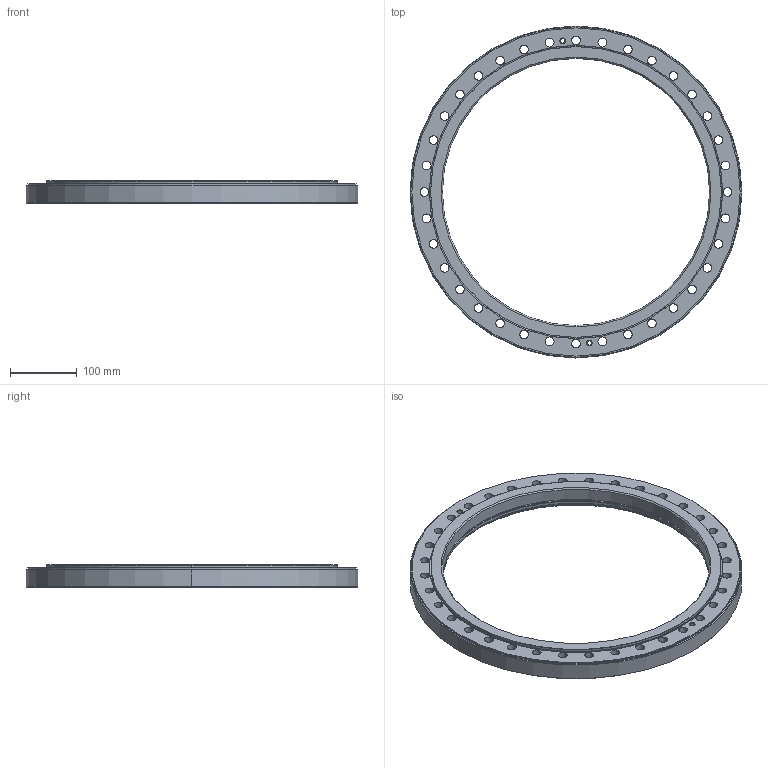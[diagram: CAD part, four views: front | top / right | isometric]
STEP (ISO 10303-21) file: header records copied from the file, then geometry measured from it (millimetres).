
FILE_DESCRIPTION (( 'STEP AP214' ), '1' );
FILE_NAME ('620FAM400.step', '2017-07-10T05:52:31', ( 'install' ), ( '' ), 'SwSTEP 2.0', 'SolidWorks 2015', '' );
FILE_SCHEMA (( 'AUTOMOTIVE_DESIGN' ));
Length unit declared in the file: millimetre
Products named in the file (1): 620FAM400
Bounding box: 497 x 497 x 33 mm (x, y, z)
Volume: 1869653.5 mm3; surface area: 264892.2 mm2
Topology: 1 solids, 1 shells, 121 faces, 318 edges, 204 vertices
Faces by surface type: cylinder 90, cone 20, plane 7, torus 4
Entity records: 4062 total; most frequent: DIRECTION 770, CARTESIAN_POINT 644, ORIENTED_EDGE 636, AXIS2_PLACEMENT_3D 330, EDGE_CURVE 318, CIRCLE 208, VERTEX_POINT 204, EDGE_LOOP 204
